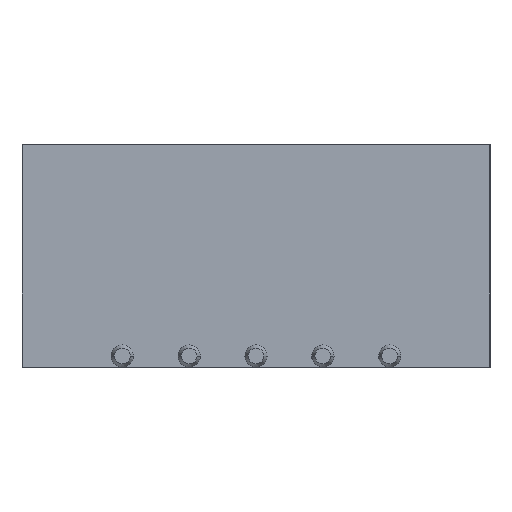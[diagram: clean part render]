
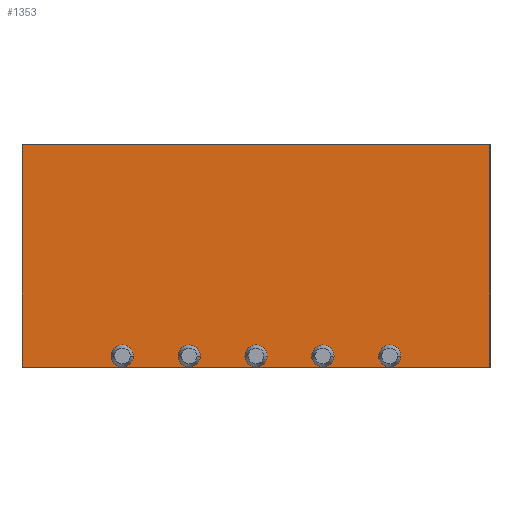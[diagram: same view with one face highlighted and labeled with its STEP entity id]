
A CAD part, top view. The second image highlights one B-rep face of the part: STEP entity #1353.
In plain terms, the highlighted face is planar.
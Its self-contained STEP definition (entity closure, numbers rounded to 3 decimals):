
#29 = LINE ( 'NONE', #3561, #2027 ) ;
#256 = VERTEX_POINT ( 'NONE', #1844 ) ;
#373 = CARTESIAN_POINT ( 'NONE',  ( 0., 0., -3.7 ) ) ;
#462 = CARTESIAN_POINT ( 'NONE',  ( 0., 5., -3.7 ) ) ;
#493 = CARTESIAN_POINT ( 'NONE',  ( 0., 0., -3.7 ) ) ;
#513 = DIRECTION ( 'NONE',  ( 0., -1., 0. ) ) ;
#649 = VERTEX_POINT ( 'NONE', #3734 ) ;
#772 = DIRECTION ( 'NONE',  ( 0., -1., 0. ) ) ;
#797 = VECTOR ( 'NONE', #1106, 1000. ) ;
#981 = ORIENTED_EDGE ( 'NONE', *, *, #2765, .F. ) ;
#1106 = DIRECTION ( 'NONE',  ( -1., 0., 0. ) ) ;
#1149 = ORIENTED_EDGE ( 'NONE', *, *, #3381, .T. ) ;
#1353 = ADVANCED_FACE ( 'NONE', ( #1571 ), #1554, .T. ) ;
#1477 = ORIENTED_EDGE ( 'NONE', *, *, #3488, .T. ) ;
#1532 = DIRECTION ( 'NONE',  ( 0., 0., -1. ) ) ;
#1554 = PLANE ( 'NONE',  #4292 ) ;
#1571 = FACE_OUTER_BOUND ( 'NONE', #3297, .T. ) ;
#1821 = EDGE_CURVE ( 'NONE', #2684, #256, #4338, .T. ) ;
#1844 = CARTESIAN_POINT ( 'NONE',  ( -10.5, 0., -3.7 ) ) ;
#2027 = VECTOR ( 'NONE', #772, 1000. ) ;
#2168 = VECTOR ( 'NONE', #3652, 1000. ) ;
#2261 = CARTESIAN_POINT ( 'NONE',  ( -10.5, 2.5, -3.7 ) ) ;
#2368 = CARTESIAN_POINT ( 'NONE',  ( 0., 0., -3.7 ) ) ;
#2420 = CARTESIAN_POINT ( 'NONE',  ( -10.5, 5., -3.7 ) ) ;
#2684 = VERTEX_POINT ( 'NONE', #2368 ) ;
#2765 = EDGE_CURVE ( 'NONE', #4005, #256, #4060, .T. ) ;
#2768 = VECTOR ( 'NONE', #513, 1000. ) ;
#2942 = DIRECTION ( 'NONE',  ( 1., 0., 0. ) ) ;
#2988 = ORIENTED_EDGE ( 'NONE', *, *, #1821, .T. ) ;
#3297 = EDGE_LOOP ( 'NONE', ( #1477, #1149, #2988, #981 ) ) ;
#3381 = EDGE_CURVE ( 'NONE', #649, #2684, #29, .T. ) ;
#3488 = EDGE_CURVE ( 'NONE', #4005, #649, #4437, .T. ) ;
#3561 = CARTESIAN_POINT ( 'NONE',  ( 0., 2.5, -3.7 ) ) ;
#3652 = DIRECTION ( 'NONE',  ( 1., 0., 0. ) ) ;
#3734 = CARTESIAN_POINT ( 'NONE',  ( 0., 5., -3.7 ) ) ;
#4005 = VERTEX_POINT ( 'NONE', #2420 ) ;
#4060 = LINE ( 'NONE', #2261, #2768 ) ;
#4292 = AXIS2_PLACEMENT_3D ( 'NONE', #493, #1532, #2942 ) ;
#4338 = LINE ( 'NONE', #373, #797 ) ;
#4437 = LINE ( 'NONE', #462, #2168 ) ;
